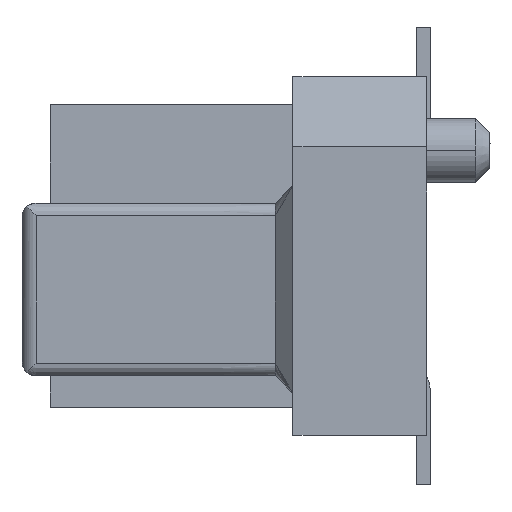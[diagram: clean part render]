
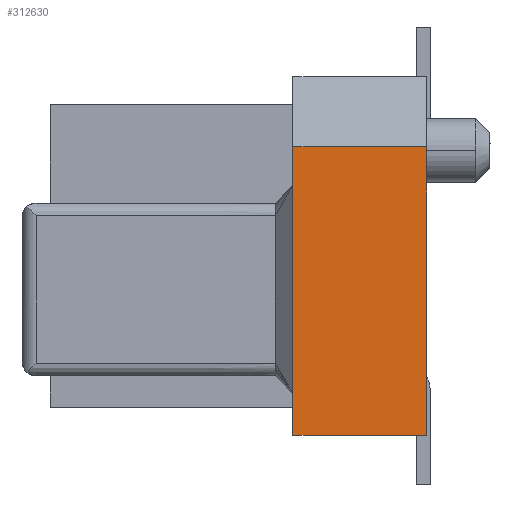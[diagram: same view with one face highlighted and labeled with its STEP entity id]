
A CAD part, left-side view. The second image highlights one B-rep face of the part: STEP entity #312630.
In plain terms, the highlighted planar face has unit normal (-1, 0, 0).
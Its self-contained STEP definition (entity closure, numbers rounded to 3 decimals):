
#46620=CARTESIAN_POINT('',(6.,4.9,1.55));
#46630=VERTEX_POINT('',#46620);
#46660=CARTESIAN_POINT('',(6.,4.9,0.));
#46670=DIRECTION('',(0.,0.,-1.));
#46680=VECTOR('',#46670,1.);
#46690=LINE('',#46660,#46680);
#46700=CARTESIAN_POINT('',(6.,4.9,-2.55));
#46710=VERTEX_POINT('',#46700);
#46720=EDGE_CURVE('',#46630,#46710,#46690,.T.);
#215720=CARTESIAN_POINT('',(6.,3.,1.55));
#215730=VERTEX_POINT('',#215720);
#215760=CARTESIAN_POINT('',(6.,1.,1.55));
#215770=DIRECTION('',(0.,1.,0.));
#215780=VECTOR('',#215770,1.);
#215790=LINE('',#215760,#215780);
#215800=EDGE_CURVE('',#215730,#46630,#215790,.T.);
#220630=CARTESIAN_POINT('',(6.,3.,-2.55));
#220640=VERTEX_POINT('',#220630);
#220830=CARTESIAN_POINT('',(6.,1.,-2.55));
#220840=DIRECTION('',(0.,1.,0.));
#220850=VECTOR('',#220840,1.);
#220860=LINE('',#220830,#220850);
#220870=EDGE_CURVE('',#220640,#46710,#220860,.T.);
#265970=CARTESIAN_POINT('',(6.,3.,0.));
#265980=DIRECTION('',(0.,0.,-1.));
#265990=VECTOR('',#265980,1.);
#266000=LINE('',#265970,#265990);
#266010=EDGE_CURVE('',#215730,#220640,#266000,.T.);
#312520=CARTESIAN_POINT('',(6.,4.45,-0.5));
#312530=DIRECTION('',(-1.,0.,0.));
#312540=DIRECTION('',(0.,1.,0.));
#312550=AXIS2_PLACEMENT_3D('',#312520,#312530,#312540);
#312560=PLANE('',#312550);
#312570=ORIENTED_EDGE('',*,*,#46720,.T.);
#312580=ORIENTED_EDGE('',*,*,#215800,.T.);
#312590=ORIENTED_EDGE('',*,*,#266010,.F.);
#312600=ORIENTED_EDGE('',*,*,#220870,.F.);
#312610=EDGE_LOOP('',(#312600,#312590,#312580,#312570));
#312620=FACE_OUTER_BOUND('',#312610,.T.);
#312630=ADVANCED_FACE('',(#312620),#312560,.T.);
